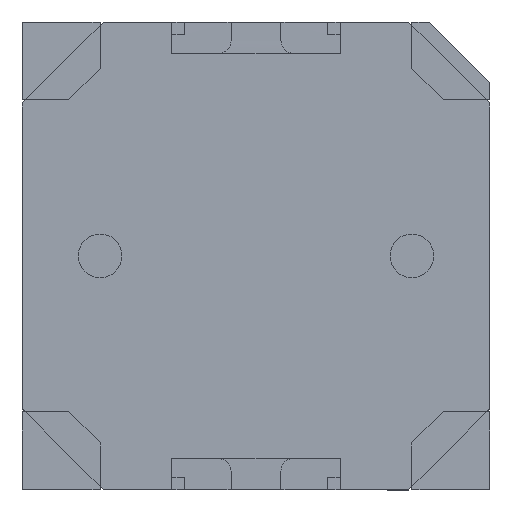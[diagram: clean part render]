
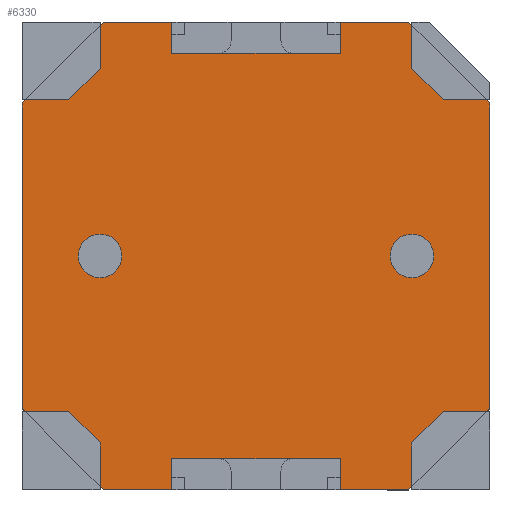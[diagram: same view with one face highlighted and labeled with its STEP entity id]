
A CAD part, top view. The second image highlights one B-rep face of the part: STEP entity #6330.
In plain terms, the highlighted planar face has unit normal (0, 0, 1).
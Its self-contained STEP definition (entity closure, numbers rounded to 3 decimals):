
#7 = VERTEX_POINT ( 'NONE', #1134 ) ;
#87 = EDGE_CURVE ( 'NONE', #280, #7, #5532, .T. ) ;
#135 = VERTEX_POINT ( 'NONE', #2597 ) ;
#209 = VERTEX_POINT ( 'NONE', #3220 ) ;
#280 = VERTEX_POINT ( 'NONE', #3686 ) ;
#319 = VECTOR ( 'NONE', #2201, 1000. ) ;
#343 = VECTOR ( 'NONE', #4239, 1000. ) ;
#402 = DIRECTION ( 'NONE',  ( 0.707, -0.707, 0. ) ) ;
#416 = VECTOR ( 'NONE', #1662, 1000. ) ;
#483 = ORIENTED_EDGE ( 'NONE', *, *, #6746, .T. ) ;
#514 = CARTESIAN_POINT ( 'NONE',  ( -3.75, -2.451, 1.1 ) ) ;
#693 = ORIENTED_EDGE ( 'NONE', *, *, #887, .T. ) ;
#707 = LINE ( 'NONE', #5563, #3052 ) ;
#771 = EDGE_LOOP ( 'NONE', ( #5407, #3024, #6191, #6226, #6619, #6730, #5555, #2495, #6501, #1758, #483, #6218, #693, #3417, #7036, #959 ) ) ;
#809 = EDGE_CURVE ( 'NONE', #3075, #6771, #2336, .T. ) ;
#830 = CARTESIAN_POINT ( 'NONE',  ( 3.75, 0., 1.1 ) ) ;
#887 = EDGE_CURVE ( 'NONE', #7075, #6771, #7012, .T. ) ;
#959 = ORIENTED_EDGE ( 'NONE', *, *, #4763, .T. ) ;
#977 = CARTESIAN_POINT ( 'NONE',  ( 1.15, 3.75, 1.1 ) ) ;
#982 = LINE ( 'NONE', #830, #416 ) ;
#1134 = CARTESIAN_POINT ( 'NONE',  ( -1.35, 3.75, 1.1 ) ) ;
#1298 = VECTOR ( 'NONE', #4044, 1000. ) ;
#1310 = CARTESIAN_POINT ( 'NONE',  ( 1.35, -3.25, 1.1 ) ) ;
#1354 = VECTOR ( 'NONE', #2510, 1000. ) ;
#1380 = CARTESIAN_POINT ( 'NONE',  ( -1.15, -3.75, 1.1 ) ) ;
#1382 = VERTEX_POINT ( 'NONE', #3118 ) ;
#1451 = EDGE_CURVE ( 'NONE', #6375, #4240, #6228, .T. ) ;
#1461 = LINE ( 'NONE', #2570, #1354 ) ;
#1508 = CARTESIAN_POINT ( 'NONE',  ( 2.451, -3.75, 1.1 ) ) ;
#1518 = FACE_OUTER_BOUND ( 'NONE', #771, .T. ) ;
#1536 = CARTESIAN_POINT ( 'NONE',  ( 1.35, -3.75, 1.1 ) ) ;
#1662 = DIRECTION ( 'NONE',  ( 0., 1., 0. ) ) ;
#1758 = ORIENTED_EDGE ( 'NONE', *, *, #5360, .F. ) ;
#1848 = VERTEX_POINT ( 'NONE', #6360 ) ;
#1892 = EDGE_CURVE ( 'NONE', #3125, #7075, #2082, .T. ) ;
#1958 = CARTESIAN_POINT ( 'NONE',  ( -3.75, -2.451, 1.1 ) ) ;
#2082 = LINE ( 'NONE', #2925, #2792 ) ;
#2141 = CARTESIAN_POINT ( 'NONE',  ( 1.15, 3.75, 1.1 ) ) ;
#2201 = DIRECTION ( 'NONE',  ( 1., 0., 0. ) ) ;
#2336 = LINE ( 'NONE', #1380, #3905 ) ;
#2434 = VECTOR ( 'NONE', #3805, 1000. ) ;
#2495 = ORIENTED_EDGE ( 'NONE', *, *, #5255, .T. ) ;
#2506 = VECTOR ( 'NONE', #6713, 1000. ) ;
#2507 = DIRECTION ( 'NONE',  ( -0.707, 0.707, 0. ) ) ;
#2510 = DIRECTION ( 'NONE',  ( 0.707, 0.707, 0. ) ) ;
#2521 = EDGE_CURVE ( 'NONE', #3075, #135, #1461, .T. ) ;
#2570 = CARTESIAN_POINT ( 'NONE',  ( 2.451, -3.75, 1.1 ) ) ;
#2571 = LINE ( 'NONE', #514, #6467 ) ;
#2596 = CARTESIAN_POINT ( 'NONE',  ( 3.75, 2.451, 1.1 ) ) ;
#2597 = CARTESIAN_POINT ( 'NONE',  ( 3.75, -2.451, 1.1 ) ) ;
#2626 = LINE ( 'NONE', #3828, #2434 ) ;
#2665 = CARTESIAN_POINT ( 'NONE',  ( -1.35, 0., 1.1 ) ) ;
#2764 = CARTESIAN_POINT ( 'NONE',  ( -1.35, -3.25, 1.1 ) ) ;
#2792 = VECTOR ( 'NONE', #3483, 1000. ) ;
#2871 = DIRECTION ( 'NONE',  ( -1., 0., 0. ) ) ;
#2875 = VECTOR ( 'NONE', #5039, 1000. ) ;
#2925 = CARTESIAN_POINT ( 'NONE',  ( 0., -3.25, 1.1 ) ) ;
#3024 = ORIENTED_EDGE ( 'NONE', *, *, #1451, .F. ) ;
#3052 = VECTOR ( 'NONE', #2507, 1000. ) ;
#3075 = VERTEX_POINT ( 'NONE', #1508 ) ;
#3105 = CARTESIAN_POINT ( 'NONE',  ( -3.75, 0., 1.1 ) ) ;
#3118 = CARTESIAN_POINT ( 'NONE',  ( -1.35, 3.25, 1.1 ) ) ;
#3125 = VERTEX_POINT ( 'NONE', #2764 ) ;
#3154 = CARTESIAN_POINT ( 'NONE',  ( 2.451, 3.75, 1.1 ) ) ;
#3220 = CARTESIAN_POINT ( 'NONE',  ( -3.75, 2.451, 1.1 ) ) ;
#3407 = DIRECTION ( 'NONE',  ( 0., 0., 1. ) ) ;
#3417 = ORIENTED_EDGE ( 'NONE', *, *, #809, .F. ) ;
#3483 = DIRECTION ( 'NONE',  ( 1., 0., 0. ) ) ;
#3526 = CARTESIAN_POINT ( 'NONE',  ( -1.15, -3.75, 1.1 ) ) ;
#3620 = EDGE_CURVE ( 'NONE', #5110, #1382, #4313, .T. ) ;
#3634 = LINE ( 'NONE', #2665, #343 ) ;
#3686 = CARTESIAN_POINT ( 'NONE',  ( -2.451, 3.75, 1.1 ) ) ;
#3805 = DIRECTION ( 'NONE',  ( 0., -1., 0. ) ) ;
#3828 = CARTESIAN_POINT ( 'NONE',  ( 1.35, 0., 1.1 ) ) ;
#3905 = VECTOR ( 'NONE', #5334, 1000. ) ;
#3933 = VERTEX_POINT ( 'NONE', #1958 ) ;
#3971 = VECTOR ( 'NONE', #6905, 1000. ) ;
#4044 = DIRECTION ( 'NONE',  ( 1., 0., 0. ) ) ;
#4239 = DIRECTION ( 'NONE',  ( 0., 1., 0. ) ) ;
#4240 = VERTEX_POINT ( 'NONE', #3154 ) ;
#4313 = LINE ( 'NONE', #4487, #5324 ) ;
#4467 = CARTESIAN_POINT ( 'NONE',  ( -2.451, 3.75, 1.1 ) ) ;
#4474 = VECTOR ( 'NONE', #6083, 1000. ) ;
#4477 = CARTESIAN_POINT ( 'NONE',  ( -2.451, -3.75, 1.1 ) ) ;
#4487 = CARTESIAN_POINT ( 'NONE',  ( 0., 3.25, 1.1 ) ) ;
#4738 = LINE ( 'NONE', #5086, #2875 ) ;
#4742 = CARTESIAN_POINT ( 'NONE',  ( 1.35, 3.25, 1.1 ) ) ;
#4763 = EDGE_CURVE ( 'NONE', #135, #6621, #982, .T. ) ;
#4837 = VECTOR ( 'NONE', #5056, 1000. ) ;
#4905 = EDGE_CURVE ( 'NONE', #6621, #4240, #707, .T. ) ;
#4916 = VERTEX_POINT ( 'NONE', #4477 ) ;
#5039 = DIRECTION ( 'NONE',  ( 0., 1., 0. ) ) ;
#5055 = EDGE_CURVE ( 'NONE', #1382, #7, #4738, .T. ) ;
#5056 = DIRECTION ( 'NONE',  ( -0.707, -0.707, 0. ) ) ;
#5081 = LINE ( 'NONE', #3105, #2506 ) ;
#5086 = CARTESIAN_POINT ( 'NONE',  ( -1.35, 0., 1.1 ) ) ;
#5110 = VERTEX_POINT ( 'NONE', #4742 ) ;
#5255 = EDGE_CURVE ( 'NONE', #209, #3933, #5081, .T. ) ;
#5324 = VECTOR ( 'NONE', #2871, 1000. ) ;
#5334 = DIRECTION ( 'NONE',  ( -1., 0., 0. ) ) ;
#5360 = EDGE_CURVE ( 'NONE', #1848, #4916, #7192, .T. ) ;
#5407 = ORIENTED_EDGE ( 'NONE', *, *, #4905, .T. ) ;
#5532 = LINE ( 'NONE', #2141, #319 ) ;
#5555 = ORIENTED_EDGE ( 'NONE', *, *, #6336, .T. ) ;
#5563 = CARTESIAN_POINT ( 'NONE',  ( 3.75, 2.451, 1.1 ) ) ;
#5673 = EDGE_CURVE ( 'NONE', #6375, #5110, #2626, .T. ) ;
#5766 = EDGE_CURVE ( 'NONE', #3933, #4916, #2571, .T. ) ;
#6083 = DIRECTION ( 'NONE',  ( -1., 0., 0. ) ) ;
#6124 = CARTESIAN_POINT ( 'NONE',  ( 1.35, 3.75, 1.1 ) ) ;
#6191 = ORIENTED_EDGE ( 'NONE', *, *, #5673, .T. ) ;
#6218 = ORIENTED_EDGE ( 'NONE', *, *, #1892, .T. ) ;
#6226 = ORIENTED_EDGE ( 'NONE', *, *, #3620, .T. ) ;
#6228 = LINE ( 'NONE', #977, #1298 ) ;
#6317 = AXIS2_PLACEMENT_3D ( 'NONE', #6653, #3407, #7193 ) ;
#6330 = ADVANCED_FACE ( 'NONE', ( #1518 ), #7172, .T. ) ;
#6336 = EDGE_CURVE ( 'NONE', #280, #209, #6451, .T. ) ;
#6360 = CARTESIAN_POINT ( 'NONE',  ( -1.35, -3.75, 1.1 ) ) ;
#6375 = VERTEX_POINT ( 'NONE', #6124 ) ;
#6451 = LINE ( 'NONE', #4467, #4837 ) ;
#6467 = VECTOR ( 'NONE', #402, 1000. ) ;
#6501 = ORIENTED_EDGE ( 'NONE', *, *, #5766, .T. ) ;
#6535 = CARTESIAN_POINT ( 'NONE',  ( 1.35, 0., 1.1 ) ) ;
#6619 = ORIENTED_EDGE ( 'NONE', *, *, #5055, .T. ) ;
#6621 = VERTEX_POINT ( 'NONE', #2596 ) ;
#6653 = CARTESIAN_POINT ( 'NONE',  ( 0., 0., 1.1 ) ) ;
#6713 = DIRECTION ( 'NONE',  ( 0., -1., 0. ) ) ;
#6730 = ORIENTED_EDGE ( 'NONE', *, *, #87, .F. ) ;
#6746 = EDGE_CURVE ( 'NONE', #1848, #3125, #3634, .T. ) ;
#6771 = VERTEX_POINT ( 'NONE', #1536 ) ;
#6905 = DIRECTION ( 'NONE',  ( 0., -1., 0. ) ) ;
#7012 = LINE ( 'NONE', #6535, #3971 ) ;
#7036 = ORIENTED_EDGE ( 'NONE', *, *, #2521, .T. ) ;
#7075 = VERTEX_POINT ( 'NONE', #1310 ) ;
#7172 = PLANE ( 'NONE',  #6317 ) ;
#7192 = LINE ( 'NONE', #3526, #4474 ) ;
#7193 = DIRECTION ( 'NONE',  ( 1., 0., 0. ) ) ;
